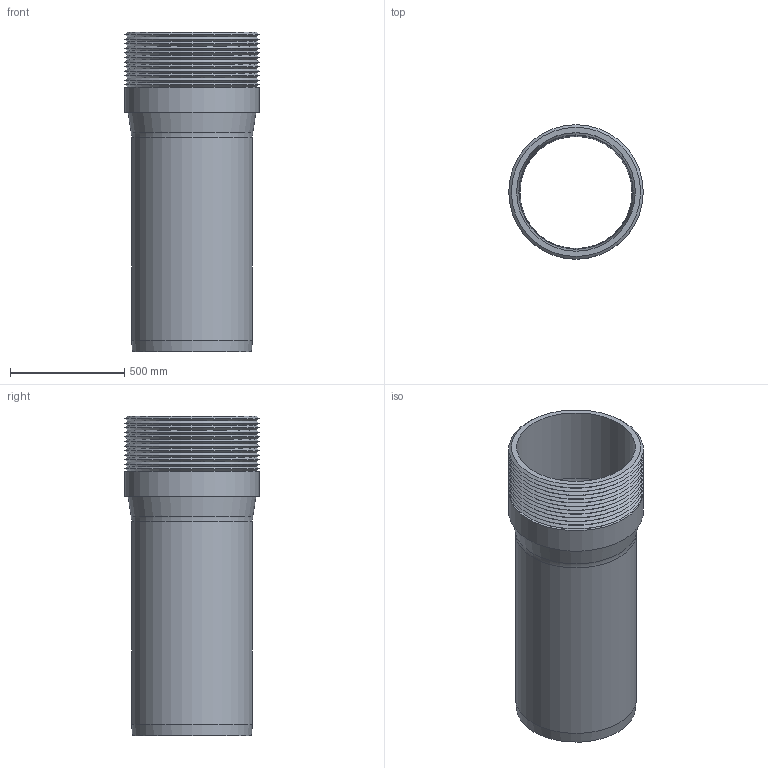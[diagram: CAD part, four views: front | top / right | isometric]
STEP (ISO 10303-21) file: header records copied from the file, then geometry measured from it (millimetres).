
FILE_DESCRIPTION(/* description */ (''),/* implementation_level */ '2;1');
FILE_NAME(/* name */ '00700.050X_3D.stp',/* time_stamp */ '2024-12-11T12:59:48+01:00',/* author */ ('CAD'),/* organization */ (''),/* preprocessor_version */ 'ST-DEVELOPER v20',/* originating_system */ 'AutoCAD Mechanical',/* authorisation */ '');
FILE_SCHEMA (('AUTOMOTIVE_DESIGN { 1 0 10303 214 3 1 1 }'));
Length unit declared in the file: centimetre
Products named in the file (1): Product
Bounding box: 590 x 590 x 1400 mm (x, y, z)
Volume: 44322951.6 mm3; surface area: 5022615.1 mm2
Topology: 2 solids, 2 shells, 39 faces, 80 edges, 45 vertices
Faces by surface type: cone 30, cylinder 4, plane 3, torus 2
Full cylindrical faces by diameter (mm): 500 x1, 520 x1, 530 x1, 590 x1
Entity records: 1062 total; most frequent: DIRECTION 205, CARTESIAN_POINT 165, ORIENTED_EDGE 158, AXIS2_PLACEMENT_3D 85, EDGE_CURVE 79, CIRCLE 45, VERTEX_POINT 43, EDGE_LOOP 42
